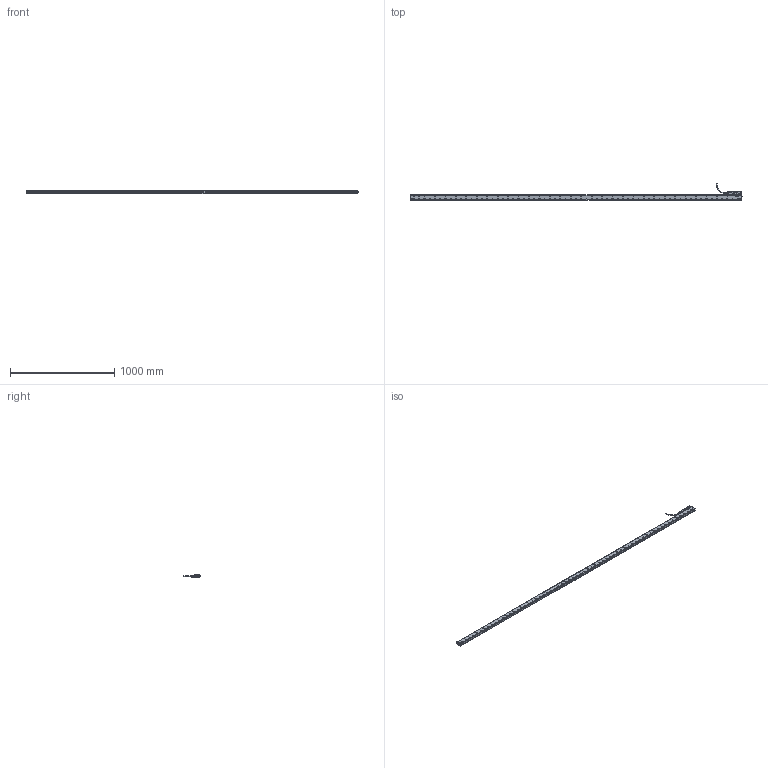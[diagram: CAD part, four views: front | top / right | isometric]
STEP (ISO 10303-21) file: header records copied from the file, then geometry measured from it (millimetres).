
FILE_DESCRIPTION(('CATIA V5 STEP'),'2;1');
FILE_NAME('SR67A-304-R.stp','2013-12-03T03:39:09+00:00',('none'),('none'),'CATIA Version 5 Release 19 SP 6 (IN-10)','CATIA V5 STEP AP214','none');
FILE_SCHEMA(('AUTOMOTIVE_DESIGN { 1 0 10303 214 1 1 1 1 }'));
Products named in the file (1): SR67A-304-R
Bounding box: 3179.5 x 153.8 x 31.5 mm (x, y, z)
Volume: 4125309.3 mm3; surface area: 653188.8 mm2
Topology: 1 solids, 297 shells, 7555 faces, 20243 edges, 13454 vertices
Faces by surface type: plane 3299, cylinder 3060, cone 800, torus 309, sphere 43, bspline 33, extrusion 11
Entity records: 227286 total; most frequent: CARTESIAN_POINT 48727, ORIENTED_EDGE 40142, DIRECTION 29988, EDGE_CURVE 20071, AXIS2_PLACEMENT_3D 14278, VERTEX_POINT 13450, VECTOR 10183, LINE 10172
